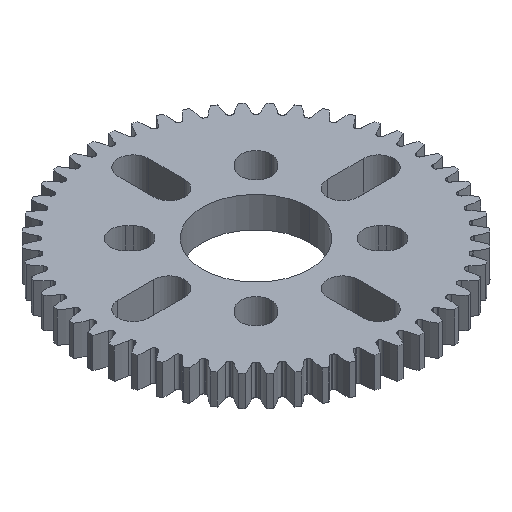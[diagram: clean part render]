
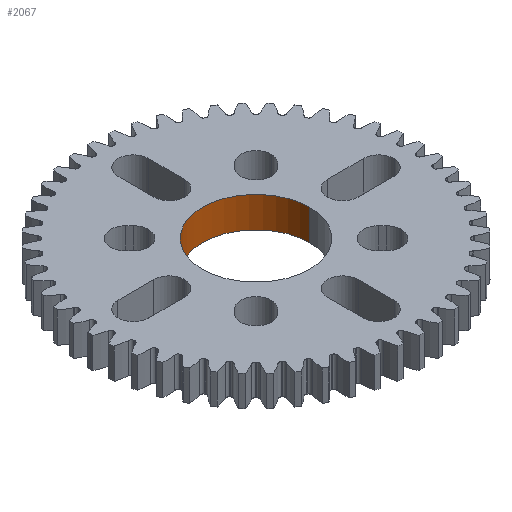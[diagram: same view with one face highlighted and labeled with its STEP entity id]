
A CAD part, isometric view. The second image highlights one B-rep face of the part: STEP entity #2067.
In plain terms, the highlighted cylindrical face has radius 7 mm (diameter 14 mm), a partial arc.
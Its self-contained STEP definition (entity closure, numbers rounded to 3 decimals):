
#26 = DIRECTION ( 'NONE',  ( 0., 0., 1. ) ) ;
#252 = AXIS2_PLACEMENT_3D ( 'NONE', #16680, #21631, #13337 ) ;
#290 = ORIENTED_EDGE ( 'NONE', *, *, #8261, .T. ) ;
#699 = CARTESIAN_POINT ( 'NONE',  ( 7., 0., 0. ) ) ;
#881 = CIRCLE ( 'NONE', #252, 7. ) ;
#1038 = AXIS2_PLACEMENT_3D ( 'NONE', #18339, #21552, #12966 ) ;
#1153 = EDGE_CURVE ( 'NONE', #17253, #11616, #9748, .T. ) ;
#1742 = CARTESIAN_POINT ( 'NONE',  ( 0., 0., 0. ) ) ;
#2067 = ADVANCED_FACE ( 'NONE', ( #10254 ), #7063, .F. ) ;
#2295 = CARTESIAN_POINT ( 'NONE',  ( -7., 0., 0. ) ) ;
#2863 = DIRECTION ( 'NONE',  ( 0., 0., 1. ) ) ;
#3440 = CARTESIAN_POINT ( 'NONE',  ( 7., 0., 0. ) ) ;
#3519 = CARTESIAN_POINT ( 'NONE',  ( -7., 0., 4. ) ) ;
#4444 = VERTEX_POINT ( 'NONE', #2295 ) ;
#4719 = ORIENTED_EDGE ( 'NONE', *, *, #20250, .F. ) ;
#5408 = EDGE_CURVE ( 'NONE', #17253, #4444, #881, .T. ) ;
#6196 = CIRCLE ( 'NONE', #1038, 7. ) ;
#7063 = CYLINDRICAL_SURFACE ( 'NONE', #7252, 7. ) ;
#7089 = VERTEX_POINT ( 'NONE', #3519 ) ;
#7252 = AXIS2_PLACEMENT_3D ( 'NONE', #1742, #16766, #16992 ) ;
#7932 = CARTESIAN_POINT ( 'NONE',  ( -7., 0., 0. ) ) ;
#8261 = EDGE_CURVE ( 'NONE', #11616, #7089, #6196, .T. ) ;
#9162 = ORIENTED_EDGE ( 'NONE', *, *, #5408, .F. ) ;
#9748 = LINE ( 'NONE', #3440, #14547 ) ;
#9979 = LINE ( 'NONE', #7932, #13980 ) ;
#10254 = FACE_OUTER_BOUND ( 'NONE', #16492, .T. ) ;
#11616 = VERTEX_POINT ( 'NONE', #19647 ) ;
#12966 = DIRECTION ( 'NONE',  ( 1., 0., 0. ) ) ;
#13337 = DIRECTION ( 'NONE',  ( 1., 0., 0. ) ) ;
#13980 = VECTOR ( 'NONE', #2863, 1000. ) ;
#14547 = VECTOR ( 'NONE', #26, 1000. ) ;
#16492 = EDGE_LOOP ( 'NONE', ( #4719, #9162, #17268, #290 ) ) ;
#16680 = CARTESIAN_POINT ( 'NONE',  ( 0., 0., 0. ) ) ;
#16766 = DIRECTION ( 'NONE',  ( 0., 0., 1. ) ) ;
#16992 = DIRECTION ( 'NONE',  ( 1., 0., 0. ) ) ;
#17253 = VERTEX_POINT ( 'NONE', #699 ) ;
#17268 = ORIENTED_EDGE ( 'NONE', *, *, #1153, .T. ) ;
#18339 = CARTESIAN_POINT ( 'NONE',  ( 0., 0., 4. ) ) ;
#19647 = CARTESIAN_POINT ( 'NONE',  ( 7., 0., 4. ) ) ;
#20250 = EDGE_CURVE ( 'NONE', #4444, #7089, #9979, .T. ) ;
#21552 = DIRECTION ( 'NONE',  ( 0., 0., 1. ) ) ;
#21631 = DIRECTION ( 'NONE',  ( 0., 0., 1. ) ) ;
